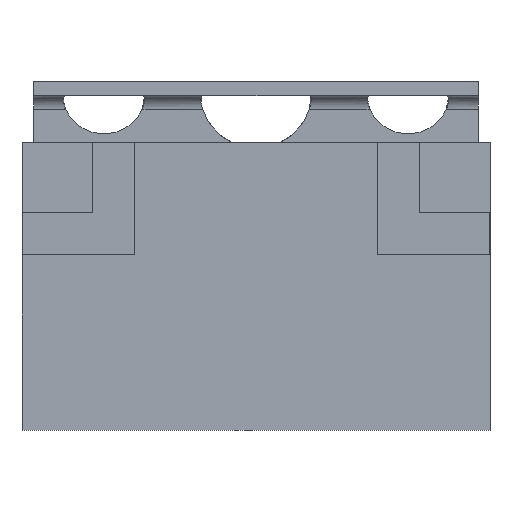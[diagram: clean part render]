
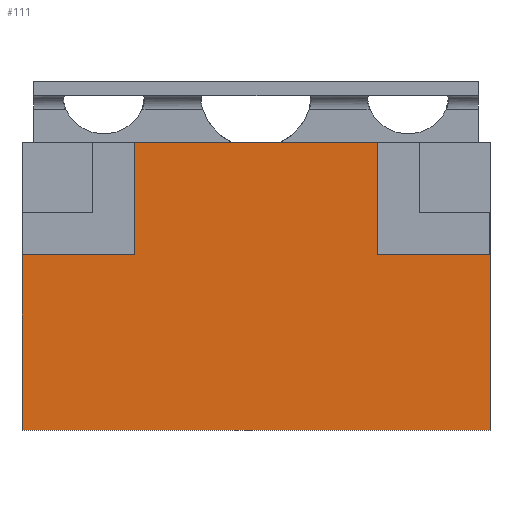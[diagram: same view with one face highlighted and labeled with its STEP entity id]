
A CAD part, left-side view. The second image highlights one B-rep face of the part: STEP entity #111.
In plain terms, the highlighted planar face has unit normal (-1, 0, 0).
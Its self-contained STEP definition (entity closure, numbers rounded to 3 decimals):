
#111=ADVANCED_FACE('',(#3049),#3051,.F.);
#3049=FACE_BOUND('',#3050,.T.);
#3050=EDGE_LOOP('',(#6934,#6935,#6936,#6937,#6938,#6939,#6940,#6941));
#3051=PLANE('',#3052);
#3052=AXIS2_PLACEMENT_3D('',#3053,#3054,#3055);
#3053=CARTESIAN_POINT('',(-2.,-5.,6.15));
#3054=DIRECTION('',(1.,0.,0.));
#3055=DIRECTION('',(0.,0.,-1.));
#6934=ORIENTED_EDGE('',*,*,#8661,.F.);
#6935=ORIENTED_EDGE('',*,*,#8662,.F.);
#6936=ORIENTED_EDGE('',*,*,#8663,.F.);
#6937=ORIENTED_EDGE('',*,*,#8645,.T.);
#6938=ORIENTED_EDGE('',*,*,#8664,.T.);
#6939=ORIENTED_EDGE('',*,*,#8665,.F.);
#6940=ORIENTED_EDGE('',*,*,#8666,.F.);
#6941=ORIENTED_EDGE('',*,*,#8667,.F.);
#8645=EDGE_CURVE('',#9535,#9533,#9536,.T.);
#8661=EDGE_CURVE('',#9564,#9565,#9566,.T.);
#8662=EDGE_CURVE('',#9567,#9564,#9568,.T.);
#8663=EDGE_CURVE('',#9535,#9567,#9569,.T.);
#8664=EDGE_CURVE('',#9533,#9570,#9571,.T.);
#8665=EDGE_CURVE('',#9572,#9570,#9573,.T.);
#8666=EDGE_CURVE('',#9574,#9572,#9575,.T.);
#8667=EDGE_CURVE('',#9565,#9574,#9576,.T.);
#9533=VERTEX_POINT('',#11012);
#9535=VERTEX_POINT('',#11016);
#9536=LINE('',#11017,#11018);
#9564=VERTEX_POINT('',#11077);
#9565=VERTEX_POINT('',#11078);
#9566=LINE('',#11079,#11080);
#9567=VERTEX_POINT('',#11082);
#9568=LINE('',#11083,#11084);
#9569=LINE('',#11086,#11087);
#9570=VERTEX_POINT('',#11089);
#9571=LINE('',#11090,#11091);
#9572=VERTEX_POINT('',#11093);
#9573=LINE('',#11094,#11095);
#9574=VERTEX_POINT('',#11097);
#9575=LINE('',#11098,#11099);
#9576=LINE('',#11101,#11102);
#11012=CARTESIAN_POINT('',(-2.,5.,0.));
#11016=CARTESIAN_POINT('',(-2.,5.,3.75));
#11017=CARTESIAN_POINT('',(-2.,5.,3.75));
#11018=VECTOR('',#11019,1.);
#11019=DIRECTION('',(0.,0.,-1.));
#11077=CARTESIAN_POINT('',(-2.,2.6,6.15));
#11078=CARTESIAN_POINT('',(-2.,-2.6,6.15));
#11079=CARTESIAN_POINT('',(-2.,2.6,6.15));
#11080=VECTOR('',#11081,1.);
#11081=DIRECTION('',(0.,-1.,0.));
#11082=CARTESIAN_POINT('',(-2.,2.6,3.75));
#11083=CARTESIAN_POINT('',(-2.,2.6,3.75));
#11084=VECTOR('',#11085,1.);
#11085=DIRECTION('',(0.,0.,1.));
#11086=CARTESIAN_POINT('',(-2.,5.,3.75));
#11087=VECTOR('',#11088,1.);
#11088=DIRECTION('',(0.,-1.,0.));
#11089=CARTESIAN_POINT('',(-2.,-5.,0.));
#11090=CARTESIAN_POINT('',(-2.,5.,0.));
#11091=VECTOR('',#11092,1.);
#11092=DIRECTION('',(0.,-1.,0.));
#11093=CARTESIAN_POINT('',(-2.,-5.,3.75));
#11094=CARTESIAN_POINT('',(-2.,-5.,3.75));
#11095=VECTOR('',#11096,1.);
#11096=DIRECTION('',(0.,0.,-1.));
#11097=CARTESIAN_POINT('',(-2.,-2.6,3.75));
#11098=CARTESIAN_POINT('',(-2.,-2.6,3.75));
#11099=VECTOR('',#11100,1.);
#11100=DIRECTION('',(0.,-1.,0.));
#11101=CARTESIAN_POINT('',(-2.,-2.6,6.15));
#11102=VECTOR('',#11103,1.);
#11103=DIRECTION('',(0.,0.,-1.));
